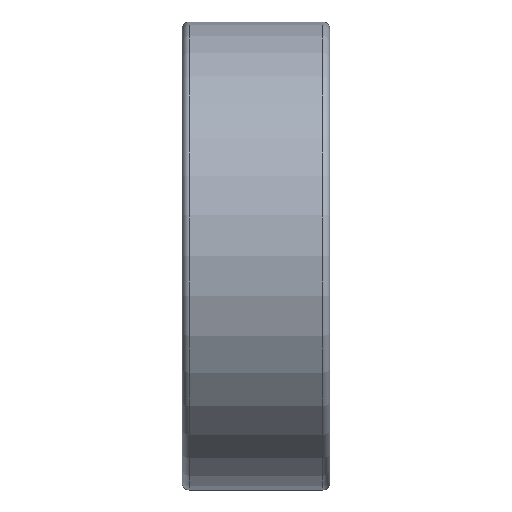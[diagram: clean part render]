
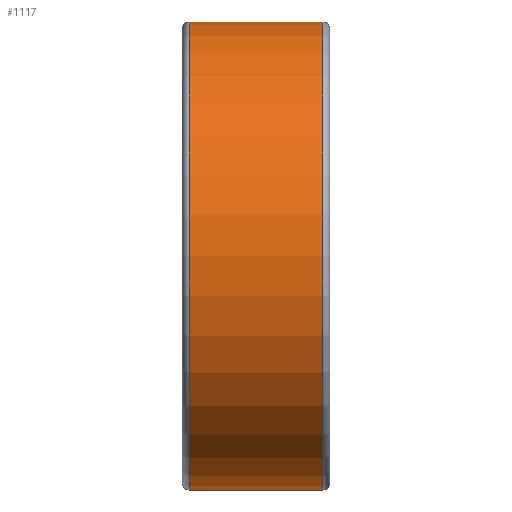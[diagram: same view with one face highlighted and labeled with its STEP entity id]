
A CAD part, top view. The second image highlights one B-rep face of the part: STEP entity #1117.
In plain terms, the highlighted cylindrical face has radius 9.5 mm (diameter 19 mm), a partial arc.
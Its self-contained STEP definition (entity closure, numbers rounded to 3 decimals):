
#1117=ADVANCED_FACE('',(#2471),#2472,.T.);
#2471=FACE_OUTER_BOUND('',#4059,.T.);
#2472=CYLINDRICAL_SURFACE('',#4060,9.5);
#4059=EDGE_LOOP('',(#7585,#7586,#7587,#7588));
#4060=AXIS2_PLACEMENT_3D('',#7589,#7590,#7591);
#7585=ORIENTED_EDGE('',*,*,#10021,.T.);
#7586=ORIENTED_EDGE('',*,*,#10889,.F.);
#7587=ORIENTED_EDGE('',*,*,#10023,.T.);
#7588=ORIENTED_EDGE('',*,*,#10887,.T.);
#7589=CARTESIAN_POINT('',(0.,0.0,0.0));
#7590=DIRECTION('',(1.0,0.0,0.0));
#7591=DIRECTION('',(0.0,1.0,0.));
#10021=EDGE_CURVE('',#12252,#12243,#12253,.T.);
#10023=EDGE_CURVE('',#12246,#12254,#12256,.T.);
#10887=EDGE_CURVE('',#12254,#12252,#13494,.T.);
#10889=EDGE_CURVE('',#12246,#12243,#13496,.T.);
#12243=VERTEX_POINT('',#16986);
#12246=VERTEX_POINT('',#16989);
#12252=VERTEX_POINT('',#16995);
#12253=LINE('',#16996,#16997);
#12254=VERTEX_POINT('',#16998);
#12256=LINE('',#17000,#17001);
#13494=CIRCLE('',#19157,9.5);
#13496=CIRCLE('',#19159,9.5);
#16986=CARTESIAN_POINT('',(-2.7,9.5,0.));
#16989=CARTESIAN_POINT('',(-2.7,-9.5,0.));
#16995=CARTESIAN_POINT('',(2.7,9.5,0.));
#16996=CARTESIAN_POINT('',(0.,9.5,0.));
#16997=VECTOR('',#21320,1.0);
#16998=CARTESIAN_POINT('',(2.7,-9.5,0.));
#17000=CARTESIAN_POINT('',(0.,-9.5,0.));
#17001=VECTOR('',#21324,1.0);
#19157=AXIS2_PLACEMENT_3D('',#22078,#22079,#22080);
#19159=AXIS2_PLACEMENT_3D('',#22081,#22082,#22083);
#21320=DIRECTION('',(-1.0,0.0,0.0));
#21324=DIRECTION('',(1.0,0.0,0.0));
#22078=CARTESIAN_POINT('',(2.7,0.0,0.0));
#22079=DIRECTION('',(-1.0,0.0,0.0));
#22080=DIRECTION('',(0.0,1.0,0.));
#22081=CARTESIAN_POINT('',(-2.7,0.0,0.0));
#22082=DIRECTION('',(-1.0,0.0,0.0));
#22083=DIRECTION('',(0.0,1.0,0.));
